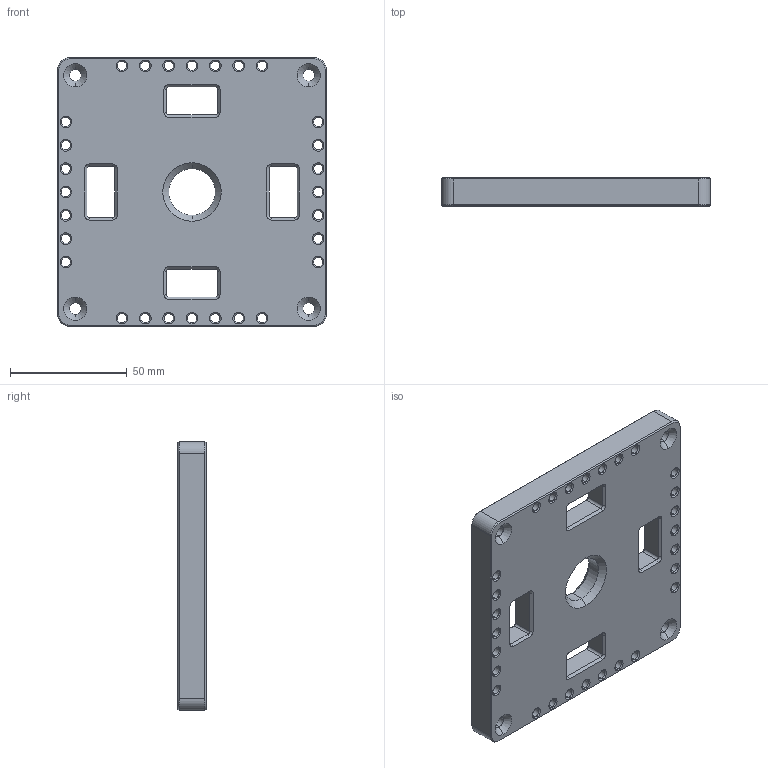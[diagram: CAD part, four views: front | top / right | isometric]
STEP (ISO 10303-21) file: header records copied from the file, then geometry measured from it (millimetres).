
FILE_DESCRIPTION (( 'STEP AP214' ), '1' );
FILE_NAME ('盉 0000 5004-1.STEP', '2020-12-12T11:16:53', ( '' ), ( '' ), 'SwSTEP 2.0', 'SolidWorks 2018', '' );
FILE_SCHEMA (( 'AUTOMOTIVE_DESIGN' ));
Length unit declared in the file: millimetre
Products named in the file (1): 盉 0000 5004-1
Bounding box: 115 x 12 x 115 mm (x, y, z)
Volume: 123072 mm3; surface area: 36154.7 mm2
Topology: 1 solids, 1 shells, 337 faces, 790 edges, 456 vertices
Faces by surface type: cone 172, cylinder 94, plane 71
Entity records: 9690 total; most frequent: DIRECTION 1826, CARTESIAN_POINT 1584, ORIENTED_EDGE 1580, EDGE_CURVE 790, AXIS2_PLACEMENT_3D 698, VERTEX_POINT 456, LINE 430, VECTOR 430
